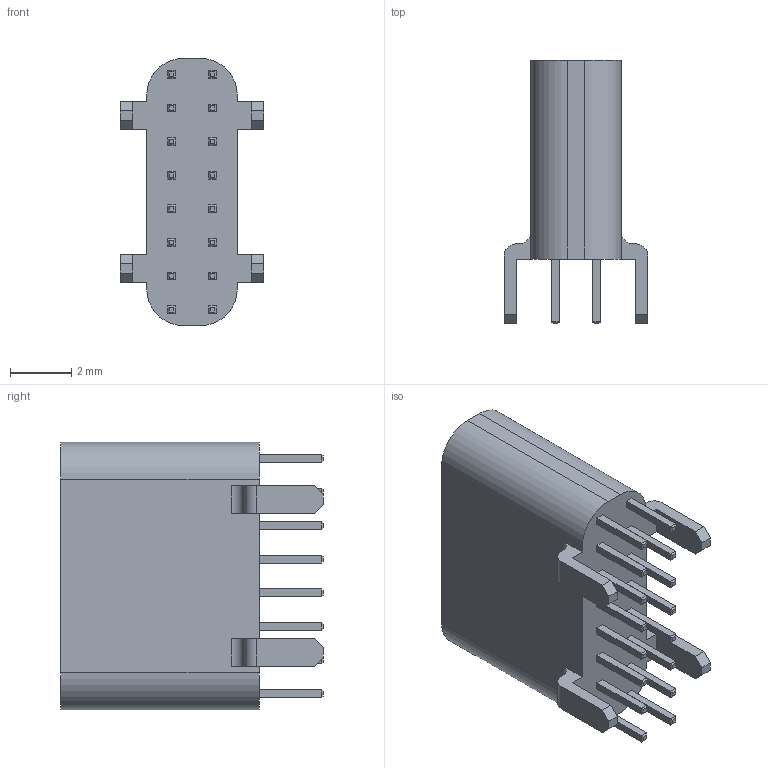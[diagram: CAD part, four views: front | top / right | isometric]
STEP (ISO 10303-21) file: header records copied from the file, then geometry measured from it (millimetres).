
FILE_DESCRIPTION(/* description */ (''),/* implementation_level */ '2;1');
FILE_NAME(/* name */ 'Hanbo Electronic MC-118LD-H65 v1.step',/* time_stamp */ '2025-04-28T20:05:24+02:00',/* author */ (''),/* organization */ (''),/* preprocessor_version */ 'ST-DEVELOPER v20.1',/* originating_system */ 'Autodesk Translation Framework v14.4.0.0',/* authorisation */ '');
FILE_SCHEMA (('AUTOMOTIVE_DESIGN { 1 0 10303 214 3 1 1 }'));
Length unit declared in the file: millimetre
Products named in the file (1): Hanbo Electronic MC-118LD-H65
Bounding box: 4.7 x 8.6 x 8.74 mm (x, y, z)
Volume: 86.7 mm3; surface area: 437.9 mm2
Topology: 17 solids, 17 shells, 228 faces, 508 edges, 316 vertices
Faces by surface type: plane 212, cylinder 16
Entity records: 6167 total; most frequent: CARTESIAN_POINT 1053, ORIENTED_EDGE 1016, DIRECTION 998, EDGE_CURVE 508, LINE 476, VECTOR 476, VERTEX_POINT 316, AXIS2_PLACEMENT_3D 261
